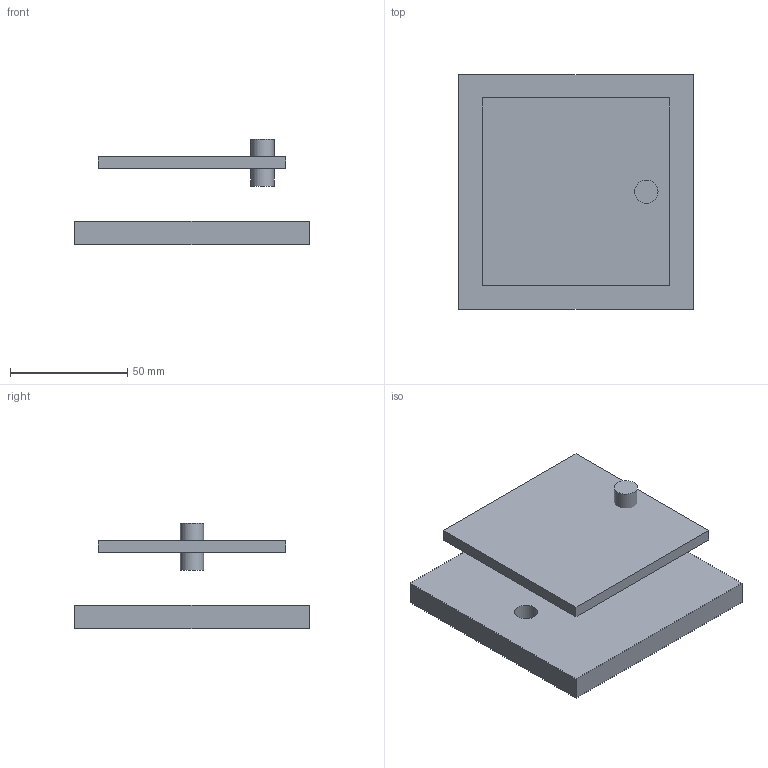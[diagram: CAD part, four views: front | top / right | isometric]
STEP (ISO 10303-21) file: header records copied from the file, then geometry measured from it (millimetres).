
FILE_DESCRIPTION(('Open CASCADE Model'),'2;1');
FILE_NAME('Open CASCADE Shape Model','2025-10-25T06:06:26',('Author'),( 'Open CASCADE'),'Open CASCADE STEP processor 7.8','Open CASCADE 7.8' ,'Unknown');
FILE_SCHEMA(('AUTOMOTIVE_DESIGN { 1 0 10303 214 1 1 1 1 }'));
Length unit declared in the file: millimetre
Products named in the file (4): bd65a548-b168-11f0-9f02-ab62c98e6a1a; base; shaft; top_plate
Assembly tree (3 placements, depth 2):
  bd65a548-b168-11f0-9f02-ab62c98e6a1a
    base
    shaft
    top_plate
Bounding box: 100 x 100 x 45 mm (x, y, z)
Volume: 131968.7 mm3; surface area: 39490.1 mm2
Topology: 3 solids, 3 shells, 17 faces, 33 edges, 22 vertices
Faces by surface type: plane 14, cylinder 3
Full cylindrical faces by diameter (mm): 9.9 x1, 10 x2
Entity records: 969 total; most frequent: CARTESIAN_POINT 166, DIRECTION 143, LINE 87, VECTOR 87, ORIENTED_EDGE 66, PCURVE 66, DEFINITIONAL_REPRESENTATION 66, EDGE_CURVE 33
